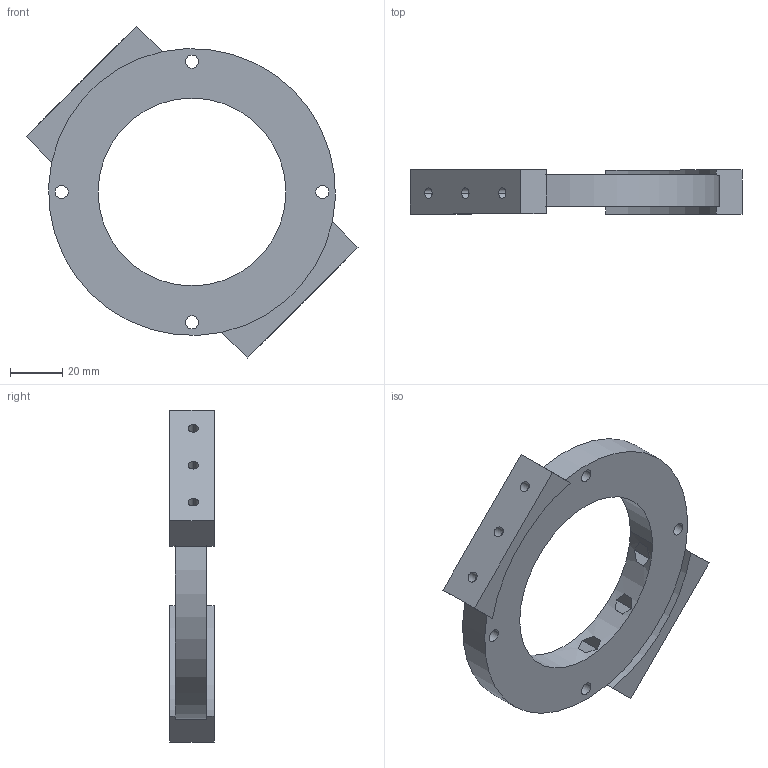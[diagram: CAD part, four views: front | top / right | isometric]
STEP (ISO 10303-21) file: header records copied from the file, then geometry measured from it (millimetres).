
FILE_DESCRIPTION((''),'2;1');
FILE_NAME('OBMP-SAR-1260','2023-10-10T19:27:50',('ccha425'),('Department of Mechanical Engineering, The University of Auckland'),'CREO PARAMETRIC BY PTC INC, 2017260','CREO PARAMETRIC BY PTC INC, 2017260','');
FILE_SCHEMA(('CONFIG_CONTROL_DESIGN'));
Length unit declared in the file: millimetre
Products named in the file (1): OBMP-SAR-1260
Bounding box: 127.28 x 17 x 127.28 mm (x, y, z)
Volume: 74015.7 mm3; surface area: 25870.6 mm2
Topology: 1 solids, 1 shells, 82 faces, 214 edges, 140 vertices
Faces by surface type: plane 54, cylinder 28
Entity records: 2598 total; most frequent: CARTESIAN_POINT 490, ORIENTED_EDGE 428, DIRECTION 410, EDGE_CURVE 214, VERTEX_POINT 140, AXIS2_PLACEMENT_3D 138, VECTOR 134, LINE 134
